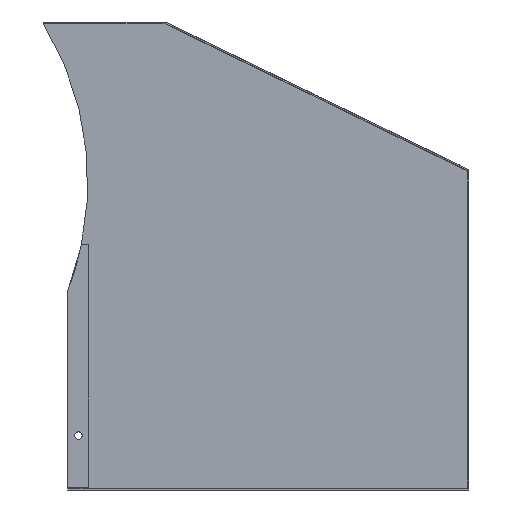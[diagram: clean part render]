
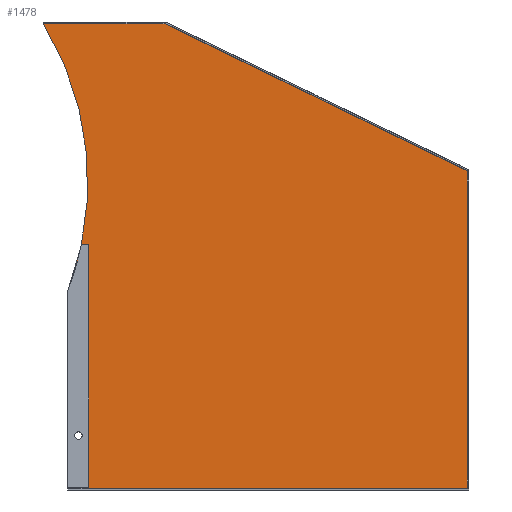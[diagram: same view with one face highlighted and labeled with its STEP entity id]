
A CAD part, front view. The second image highlights one B-rep face of the part: STEP entity #1478.
In plain terms, the highlighted planar face has unit normal (0, -1, 0).
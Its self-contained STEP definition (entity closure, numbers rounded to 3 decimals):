
#1 = VERTEX_POINT ( 'NONE', #790 ) ;
#11 = EDGE_LOOP ( 'NONE', ( #73, #1801 ) ) ;
#56 = ORIENTED_EDGE ( 'NONE', *, *, #1009, .F. ) ;
#72 = CIRCLE ( 'NONE', #473, 3.5 ) ;
#73 = ORIENTED_EDGE ( 'NONE', *, *, #345, .T. ) ;
#98 = AXIS2_PLACEMENT_3D ( 'NONE', #1798, #1796, #1768 ) ;
#106 = ORIENTED_EDGE ( 'NONE', *, *, #676, .F. ) ;
#115 = EDGE_CURVE ( 'NONE', #393, #199, #1036, .T. ) ;
#139 = CARTESIAN_POINT ( 'NONE',  ( 301.181, 132., 37.425 ) ) ;
#146 = DIRECTION ( 'NONE',  ( 0.899, 0., -0.438 ) ) ;
#154 = CARTESIAN_POINT ( 'NONE',  ( 356., 132., 10.73 ) ) ;
#165 = FACE_BOUND ( 'NONE', #11, .T. ) ;
#181 = VERTEX_POINT ( 'NONE', #1637 ) ;
#183 = FACE_OUTER_BOUND ( 'NONE', #1348, .T. ) ;
#192 = CARTESIAN_POINT ( 'NONE',  ( -45.319, 132., 150. ) ) ;
#199 = VERTEX_POINT ( 'NONE', #192 ) ;
#277 = ORIENTED_EDGE ( 'NONE', *, *, #115, .F. ) ;
#345 = EDGE_CURVE ( 'NONE', #181, #1286, #880, .T. ) ;
#369 = CARTESIAN_POINT ( 'NONE',  ( 356., 132., 150. ) ) ;
#393 = VERTEX_POINT ( 'NONE', #623 ) ;
#451 = VECTOR ( 'NONE', #1471, 1000. ) ;
#456 = ORIENTED_EDGE ( 'NONE', *, *, #522, .F. ) ;
#467 = LINE ( 'NONE', #1464, #451 ) ;
#473 = AXIS2_PLACEMENT_3D ( 'NONE', #913, #911, #910 ) ;
#522 = EDGE_CURVE ( 'NONE', #586, #1, #745, .T. ) ;
#585 = EDGE_CURVE ( 'NONE', #1172, #586, #665, .T. ) ;
#586 = VERTEX_POINT ( 'NONE', #154 ) ;
#605 = VECTOR ( 'NONE', #1804, 1000. ) ;
#610 = CARTESIAN_POINT ( 'NONE',  ( -12., 132., -240. ) ) ;
#611 = LINE ( 'NONE', #1794, #605 ) ;
#616 = LINE ( 'NONE', #1812, #617 ) ;
#617 = VECTOR ( 'NONE', #1820, 1000. ) ;
#623 = CARTESIAN_POINT ( 'NONE',  ( -22., 132., -102.689 ) ) ;
#654 = EDGE_CURVE ( 'NONE', #996, #1, #616, .T. ) ;
#663 = VECTOR ( 'NONE', #146, 1000. ) ;
#665 = LINE ( 'NONE', #139, #663 ) ;
#676 = EDGE_CURVE ( 'NONE', #996, #393, #611, .T. ) ;
#740 = VECTOR ( 'NONE', #1303, 1000. ) ;
#745 = LINE ( 'NONE', #369, #740 ) ;
#752 = DIRECTION ( 'NONE',  ( 0., 1., 0. ) ) ;
#753 = DIRECTION ( 'NONE',  ( 0., 0., 1. ) ) ;
#790 = CARTESIAN_POINT ( 'NONE',  ( 356., 132., -290. ) ) ;
#880 = CIRCLE ( 'NONE', #1400, 3.5 ) ;
#910 = DIRECTION ( 'NONE',  ( 0., 0., 1. ) ) ;
#911 = DIRECTION ( 'NONE',  ( 0., 1., 0. ) ) ;
#913 = CARTESIAN_POINT ( 'NONE',  ( -12., 132., -240. ) ) ;
#996 = VERTEX_POINT ( 'NONE', #1483 ) ;
#1009 = EDGE_CURVE ( 'NONE', #199, #1172, #467, .T. ) ;
#1036 = CIRCLE ( 'NONE', #98, 287. ) ;
#1075 = DIRECTION ( 'NONE',  ( 0., 0., 1. ) ) ;
#1077 = DIRECTION ( 'NONE',  ( 0., 1., 0. ) ) ;
#1088 = CARTESIAN_POINT ( 'NONE',  ( 356., 132., 150. ) ) ;
#1093 = PLANE ( 'NONE',  #1178 ) ;
#1172 = VERTEX_POINT ( 'NONE', #1321 ) ;
#1178 = AXIS2_PLACEMENT_3D ( 'NONE', #1088, #1077, #1075 ) ;
#1251 = CARTESIAN_POINT ( 'NONE',  ( -12., 132., -243.5 ) ) ;
#1286 = VERTEX_POINT ( 'NONE', #1251 ) ;
#1303 = DIRECTION ( 'NONE',  ( 0., 0., -1. ) ) ;
#1321 = CARTESIAN_POINT ( 'NONE',  ( 70., 132., 150. ) ) ;
#1348 = EDGE_LOOP ( 'NONE', ( #106, #1788, #456, #1487, #56, #277 ) ) ;
#1400 = AXIS2_PLACEMENT_3D ( 'NONE', #610, #752, #753 ) ;
#1464 = CARTESIAN_POINT ( 'NONE',  ( 356., 132., 150. ) ) ;
#1471 = DIRECTION ( 'NONE',  ( 1., 0., 0. ) ) ;
#1478 = ADVANCED_FACE ( 'NONE', ( #165, #183 ), #1093, .F. ) ;
#1483 = CARTESIAN_POINT ( 'NONE',  ( -22., 132., -290. ) ) ;
#1487 = ORIENTED_EDGE ( 'NONE', *, *, #585, .F. ) ;
#1637 = CARTESIAN_POINT ( 'NONE',  ( -12., 132., -236.5 ) ) ;
#1658 = EDGE_CURVE ( 'NONE', #1286, #181, #72, .T. ) ;
#1768 = DIRECTION ( 'NONE',  ( 0., 0., 1. ) ) ;
#1788 = ORIENTED_EDGE ( 'NONE', *, *, #654, .T. ) ;
#1794 = CARTESIAN_POINT ( 'NONE',  ( -22., 132., 150. ) ) ;
#1796 = DIRECTION ( 'NONE',  ( 0., -1., 0. ) ) ;
#1798 = CARTESIAN_POINT ( 'NONE',  ( -290., 132., 0. ) ) ;
#1801 = ORIENTED_EDGE ( 'NONE', *, *, #1658, .T. ) ;
#1804 = DIRECTION ( 'NONE',  ( 0., 0., 1. ) ) ;
#1812 = CARTESIAN_POINT ( 'NONE',  ( 356., 132., -290. ) ) ;
#1820 = DIRECTION ( 'NONE',  ( 1., 0., 0. ) ) ;
